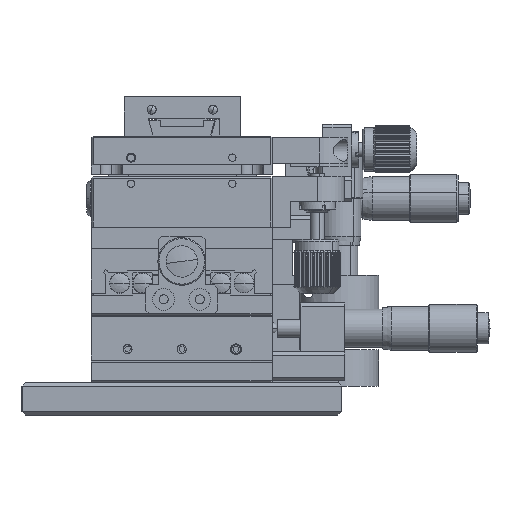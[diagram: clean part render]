
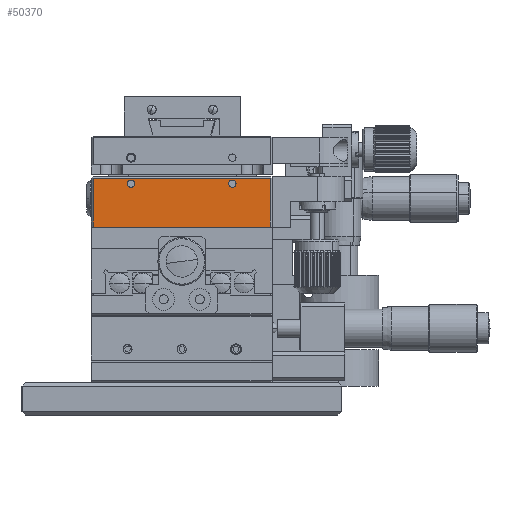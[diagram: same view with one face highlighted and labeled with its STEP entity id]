
A CAD part, front view. The second image highlights one B-rep face of the part: STEP entity #50370.
In plain terms, the highlighted planar face has unit normal (0, -1, 0).
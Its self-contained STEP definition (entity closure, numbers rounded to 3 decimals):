
#17 = CARTESIAN_POINT ( 'NONE',  ( 37.079, -29.035, 10.223 ) ) ;
#1234 = VECTOR ( 'NONE', #48950, 1000. ) ;
#1686 = CARTESIAN_POINT ( 'NONE',  ( 26.079, -29.035, 22.223 ) ) ;
#3198 = ORIENTED_EDGE ( 'NONE', *, *, #8334, .T. ) ;
#4760 = CARTESIAN_POINT ( 'NONE',  ( 37.079, -29.035, 24.223 ) ) ;
#5769 = EDGE_CURVE ( 'NONE', #40518, #10376, #44506, .T. ) ;
#7362 = CIRCLE ( 'NONE', #23900, 1.025 ) ;
#7750 = DIRECTION ( 'NONE',  ( 0., 0., 1. ) ) ;
#8334 = EDGE_CURVE ( 'NONE', #17247, #40518, #41006, .T. ) ;
#8762 = DIRECTION ( 'NONE',  ( 0., 0., 1. ) ) ;
#9299 = DIRECTION ( 'NONE',  ( -1., 0., 0. ) ) ;
#9372 = PLANE ( 'NONE',  #17492 ) ;
#10335 = DIRECTION ( 'NONE',  ( 0., 0., 1. ) ) ;
#10376 = VERTEX_POINT ( 'NONE', #48827 ) ;
#11713 = LINE ( 'NONE', #53584, #1234 ) ;
#12139 = CARTESIAN_POINT ( 'NONE',  ( -12.421, -29.035, 24.223 ) ) ;
#12641 = EDGE_CURVE ( 'NONE', #23731, #37784, #17798, .T. ) ;
#15019 = CARTESIAN_POINT ( 'NONE',  ( 26.079, -29.035, 22.223 ) ) ;
#15138 = DIRECTION ( 'NONE',  ( 0., 1., 0. ) ) ;
#16407 = ORIENTED_EDGE ( 'NONE', *, *, #47338, .T. ) ;
#17247 = VERTEX_POINT ( 'NONE', #17419 ) ;
#17419 = CARTESIAN_POINT ( 'NONE',  ( -12.421, -29.035, 23.723 ) ) ;
#17492 = AXIS2_PLACEMENT_3D ( 'NONE', #4760, #51949, #8762 ) ;
#17582 = DIRECTION ( 'NONE',  ( 0., 1., 0. ) ) ;
#17798 = CIRCLE ( 'NONE', #37859, 1.025 ) ;
#18404 = VECTOR ( 'NONE', #46057, 1000. ) ;
#19714 = AXIS2_PLACEMENT_3D ( 'NONE', #60996, #61196, #7750 ) ;
#19961 = LINE ( 'NONE', #38160, #40332 ) ;
#20211 = CIRCLE ( 'NONE', #19714, 1.025 ) ;
#23731 = VERTEX_POINT ( 'NONE', #33588 ) ;
#23900 = AXIS2_PLACEMENT_3D ( 'NONE', #1686, #15138, #39325 ) ;
#24553 = CARTESIAN_POINT ( 'NONE',  ( -1.921, -29.035, 21.198 ) ) ;
#24607 = ORIENTED_EDGE ( 'NONE', *, *, #53309, .T. ) ;
#25646 = FACE_BOUND ( 'NONE', #40089, .T. ) ;
#27068 = CARTESIAN_POINT ( 'NONE',  ( -1.921, -29.035, 22.223 ) ) ;
#28312 = ORIENTED_EDGE ( 'NONE', *, *, #54422, .T. ) ;
#28424 = ORIENTED_EDGE ( 'NONE', *, *, #55634, .T. ) ;
#28528 = CARTESIAN_POINT ( 'NONE',  ( -1.921, -29.035, 23.248 ) ) ;
#30908 = FACE_OUTER_BOUND ( 'NONE', #56318, .T. ) ;
#33140 = CIRCLE ( 'NONE', #55603, 1.025 ) ;
#33455 = VERTEX_POINT ( 'NONE', #28528 ) ;
#33544 = VERTEX_POINT ( 'NONE', #39869 ) ;
#33588 = CARTESIAN_POINT ( 'NONE',  ( 26.079, -29.035, 21.198 ) ) ;
#36756 = EDGE_CURVE ( 'NONE', #37784, #23731, #7362, .T. ) ;
#37784 = VERTEX_POINT ( 'NONE', #43852 ) ;
#37859 = AXIS2_PLACEMENT_3D ( 'NONE', #15019, #53759, #10335 ) ;
#38160 = CARTESIAN_POINT ( 'NONE',  ( -12.921, -29.035, 23.723 ) ) ;
#39325 = DIRECTION ( 'NONE',  ( 0., 0., 1. ) ) ;
#39869 = CARTESIAN_POINT ( 'NONE',  ( 36.579, -29.035, 23.723 ) ) ;
#40089 = EDGE_LOOP ( 'NONE', ( #28312, #24607 ) ) ;
#40332 = VECTOR ( 'NONE', #9299, 1000. ) ;
#40518 = VERTEX_POINT ( 'NONE', #56001 ) ;
#41006 = LINE ( 'NONE', #12139, #18404 ) ;
#41595 = DIRECTION ( 'NONE',  ( 0., 0., 1. ) ) ;
#43852 = CARTESIAN_POINT ( 'NONE',  ( 26.079, -29.035, 23.248 ) ) ;
#44506 = LINE ( 'NONE', #17, #55834 ) ;
#46057 = DIRECTION ( 'NONE',  ( 0., 0., -1. ) ) ;
#47338 = EDGE_CURVE ( 'NONE', #33544, #17247, #19961, .T. ) ;
#47412 = FACE_BOUND ( 'NONE', #57175, .T. ) ;
#48827 = CARTESIAN_POINT ( 'NONE',  ( 36.579, -29.035, 10.223 ) ) ;
#48950 = DIRECTION ( 'NONE',  ( 0., 0., 1. ) ) ;
#49702 = ORIENTED_EDGE ( 'NONE', *, *, #36756, .T. ) ;
#50370 = ADVANCED_FACE ( 'NONE', ( #25646, #47412, #30908 ), #9372, .F. ) ;
#51105 = ORIENTED_EDGE ( 'NONE', *, *, #5769, .T. ) ;
#51949 = DIRECTION ( 'NONE',  ( 0., 1., 0. ) ) ;
#53309 = EDGE_CURVE ( 'NONE', #56595, #33455, #33140, .T. ) ;
#53584 = CARTESIAN_POINT ( 'NONE',  ( 36.579, -29.035, 24.223 ) ) ;
#53759 = DIRECTION ( 'NONE',  ( 0., 1., 0. ) ) ;
#53888 = DIRECTION ( 'NONE',  ( 1., 0., 0. ) ) ;
#54422 = EDGE_CURVE ( 'NONE', #33455, #56595, #20211, .T. ) ;
#55603 = AXIS2_PLACEMENT_3D ( 'NONE', #27068, #17582, #41595 ) ;
#55634 = EDGE_CURVE ( 'NONE', #10376, #33544, #11713, .T. ) ;
#55834 = VECTOR ( 'NONE', #53888, 1000. ) ;
#56001 = CARTESIAN_POINT ( 'NONE',  ( -12.421, -29.035, 10.223 ) ) ;
#56318 = EDGE_LOOP ( 'NONE', ( #51105, #28424, #16407, #3198 ) ) ;
#56595 = VERTEX_POINT ( 'NONE', #24553 ) ;
#57175 = EDGE_LOOP ( 'NONE', ( #49702, #57226 ) ) ;
#57226 = ORIENTED_EDGE ( 'NONE', *, *, #12641, .T. ) ;
#60996 = CARTESIAN_POINT ( 'NONE',  ( -1.921, -29.035, 22.223 ) ) ;
#61196 = DIRECTION ( 'NONE',  ( 0., 1., 0. ) ) ;
